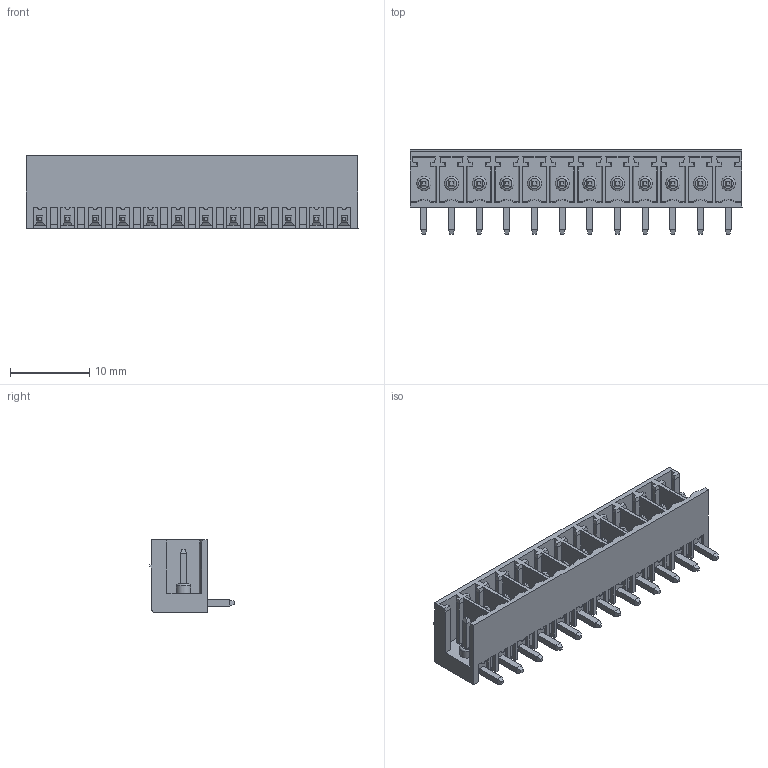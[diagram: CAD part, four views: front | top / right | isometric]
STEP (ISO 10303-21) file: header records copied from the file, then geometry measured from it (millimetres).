
FILE_DESCRIPTION(('STEP AP214'),'1');
FILE_NAME('PV12-3,5-H.stp','2018-11-29T14:46:50',(' '),(' '),'Spatial InterOp 3D',' ',' ');
FILE_SCHEMA(('AUTOMOTIVE_DESIGN { 1 0 10303 214 1 1 1 1 }'));
Length unit declared in the file: metre
Products named in the file (1): 1
Bounding box: 42 x 10.65 x 9.2 mm (x, y, z)
Volume: 1400.2 mm3; surface area: 3520.3 mm2
Topology: 1 solids, 1 shells, 723 faces, 1917 edges, 1230 vertices
Faces by surface type: plane 662, cylinder 37, torus 12, cone 12
Full cylindrical faces by diameter (mm): 1.8 x12
Entity records: 27434 total; most frequent: CARTESIAN_POINT 3895, ORIENTED_EDGE 3762, DIRECTION 3403, EDGE_CURVE 1881, LINE 1759, VECTOR 1759, VERTEX_POINT 1218, AXIS2_PLACEMENT_3D 822
